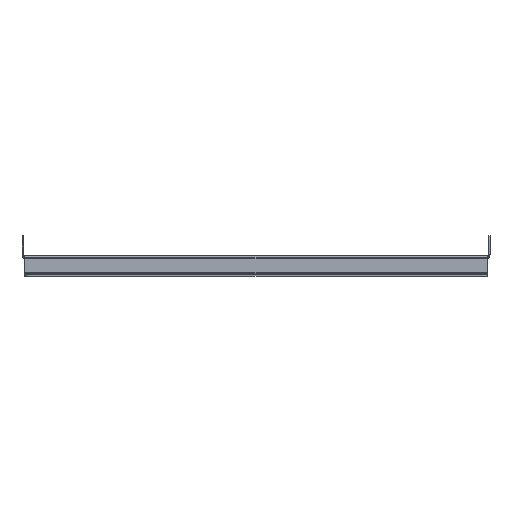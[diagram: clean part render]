
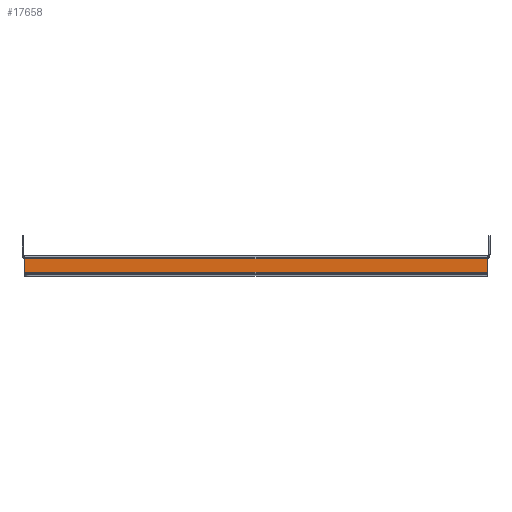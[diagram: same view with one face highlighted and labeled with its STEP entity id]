
A CAD part, top view. The second image highlights one B-rep face of the part: STEP entity #17658.
In plain terms, the highlighted planar face has unit normal (0, 0, 1).
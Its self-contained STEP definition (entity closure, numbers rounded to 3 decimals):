
#372 = FACE_OUTER_BOUND ( 'NONE', #18726, .T. ) ;
#1763 = LINE ( 'NONE', #10069, #22472 ) ;
#2154 = CARTESIAN_POINT ( 'NONE',  ( 243., -24.243, 348.5 ) ) ;
#2644 = VERTEX_POINT ( 'NONE', #17898 ) ;
#3457 = DIRECTION ( 'NONE',  ( 0., -1., 0. ) ) ;
#4536 = DIRECTION ( 'NONE',  ( 0., 1., 0. ) ) ;
#4562 = EDGE_CURVE ( 'NONE', #2644, #21498, #14901, .T. ) ;
#6243 = EDGE_CURVE ( 'NONE', #13032, #2644, #9724, .T. ) ;
#6740 = VECTOR ( 'NONE', #4536, 1000. ) ;
#7461 = CARTESIAN_POINT ( 'NONE',  ( 243., -17., 348.5 ) ) ;
#8062 = ORIENTED_EDGE ( 'NONE', *, *, #4562, .T. ) ;
#8906 = VECTOR ( 'NONE', #15356, 1000. ) ;
#9403 = CARTESIAN_POINT ( 'NONE',  ( -243., -3., 348.5 ) ) ;
#9724 = LINE ( 'NONE', #2154, #12881 ) ;
#9998 = LINE ( 'NONE', #13171, #6740 ) ;
#10069 = CARTESIAN_POINT ( 'NONE',  ( -246., -17., 348.5 ) ) ;
#10531 = VERTEX_POINT ( 'NONE', #11629 ) ;
#11629 = CARTESIAN_POINT ( 'NONE',  ( -243., -17., 348.5 ) ) ;
#11987 = CARTESIAN_POINT ( 'NONE',  ( 0., 0., 348.5 ) ) ;
#12105 = DIRECTION ( 'NONE',  ( 1., 0., 0. ) ) ;
#12881 = VECTOR ( 'NONE', #15067, 1000. ) ;
#13032 = VERTEX_POINT ( 'NONE', #7461 ) ;
#13171 = CARTESIAN_POINT ( 'NONE',  ( -243., -24.243, 348.5 ) ) ;
#13217 = AXIS2_PLACEMENT_3D ( 'NONE', #11987, #19049, #3457 ) ;
#13287 = CARTESIAN_POINT ( 'NONE',  ( 0., -3., 348.5 ) ) ;
#14901 = LINE ( 'NONE', #13287, #8906 ) ;
#15067 = DIRECTION ( 'NONE',  ( 0., 1., 0. ) ) ;
#15356 = DIRECTION ( 'NONE',  ( -1., 0., 0. ) ) ;
#17575 = ORIENTED_EDGE ( 'NONE', *, *, #6243, .T. ) ;
#17658 = ADVANCED_FACE ( 'NONE', ( #372 ), #18949, .T. ) ;
#17898 = CARTESIAN_POINT ( 'NONE',  ( 243., -3., 348.5 ) ) ;
#18349 = EDGE_CURVE ( 'NONE', #10531, #21498, #9998, .T. ) ;
#18726 = EDGE_LOOP ( 'NONE', ( #19518, #19848, #17575, #8062 ) ) ;
#18949 = PLANE ( 'NONE',  #13217 ) ;
#19049 = DIRECTION ( 'NONE',  ( 0., 0., 1. ) ) ;
#19518 = ORIENTED_EDGE ( 'NONE', *, *, #18349, .F. ) ;
#19848 = ORIENTED_EDGE ( 'NONE', *, *, #20449, .T. ) ;
#20449 = EDGE_CURVE ( 'NONE', #10531, #13032, #1763, .T. ) ;
#21498 = VERTEX_POINT ( 'NONE', #9403 ) ;
#22472 = VECTOR ( 'NONE', #12105, 1000. ) ;
